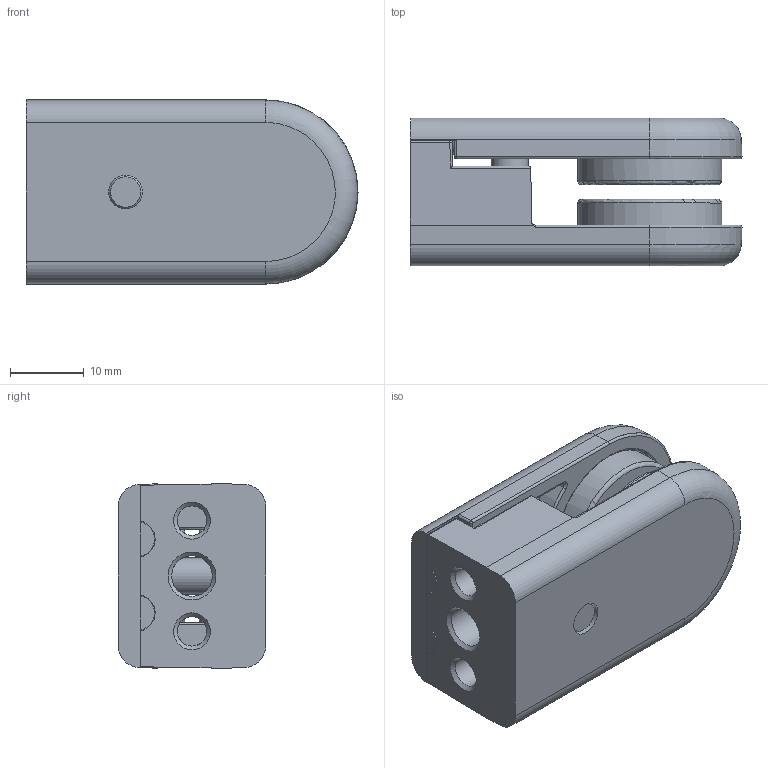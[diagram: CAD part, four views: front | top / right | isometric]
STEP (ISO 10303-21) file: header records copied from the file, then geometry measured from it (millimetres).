
FILE_DESCRIPTION(/* description */ (''),/* implementation_level */ '2;1');
FILE_NAME(/* name */ 'Syskomp 404615500 Scheibenhalter .STEP',/* time_stamp */ '2014-07-10T11:41:47+02:00',/* author */ ('mstrom'),/* organization */ (''),/* preprocessor_version */ 'ST-DEVELOPER v15.2',/* originating_system */ 'Autodesk Inventor 2014',/* authorisation */ '0 mm^3');
FILE_SCHEMA (('AUTOMOTIVE_DESIGN { 1 0 10303 214 3 1 1 }'));
Length unit declared in the file: millimetre
Products named in the file (1): Syskomp 404615500 Scheibenhalter 
Bounding box: 44.99 x 20 x 25 mm (x, y, z)
Volume: 13553.2 mm3; surface area: 10605.9 mm2
Topology: 5 solids, 5 shells, 264 faces, 649 edges, 399 vertices
Faces by surface type: cylinder 91, plane 84, torus 57, sphere 14, cone 10, bspline 8
Full cylindrical faces by diameter (mm): 2.5 x1, 4 x2, 4.6 x1, 4.8 x2, 5 x3, 5.5 x2, 8.5 x1, 9 x3, 9.5 x2, 14.5 x2, 15 x2, 19.5 x2, 20 x2
Entity records: 11115 total; most frequent: CARTESIAN_POINT 5160, DIRECTION 1174, ORIENTED_EDGE 1076, EDGE_CURVE 538, AXIS2_PLACEMENT_3D 479, VERTEX_POINT 370, EDGE_LOOP 360, FACE_OUTER_BOUND 264
